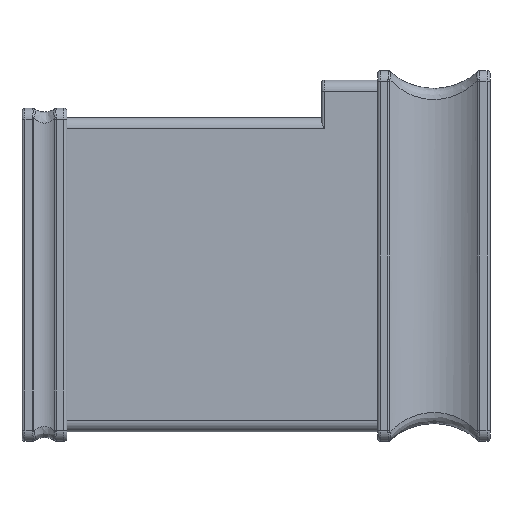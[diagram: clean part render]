
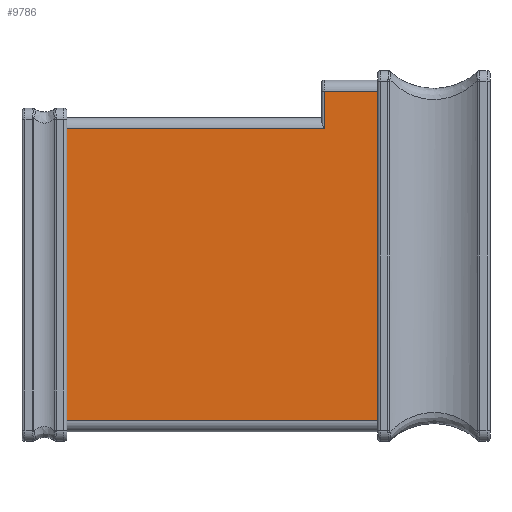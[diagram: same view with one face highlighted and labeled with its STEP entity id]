
A CAD part, left-side view. The second image highlights one B-rep face of the part: STEP entity #9786.
In plain terms, the highlighted planar face has unit normal (-1, 0, 0).
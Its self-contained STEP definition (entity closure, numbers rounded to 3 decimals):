
#531=PLANE('',#10269);
#1021=FACE_OUTER_BOUND('',#1611,.T.);
#1611=EDGE_LOOP('',(#8456,#8457,#8458,#8459,#8460,#8461,#8462,#8463,#8464,
#8465));
#2207=LINE('',#19770,#2811);
#2228=LINE('',#19859,#2832);
#2231=LINE('',#19864,#2835);
#2232=LINE('',#19868,#2836);
#2233=LINE('',#19870,#2837);
#2234=LINE('',#19872,#2838);
#2235=LINE('',#19874,#2839);
#2236=LINE('',#19876,#2840);
#2237=LINE('',#19877,#2841);
#2238=LINE('',#19878,#2842);
#2811=VECTOR('',#11521,10.);
#2832=VECTOR('',#11606,10.);
#2835=VECTOR('',#11611,10.);
#2836=VECTOR('',#11616,10.);
#2837=VECTOR('',#11617,10.);
#2838=VECTOR('',#11618,10.);
#2839=VECTOR('',#11619,10.);
#2840=VECTOR('',#11620,10.);
#2841=VECTOR('',#11621,10.);
#2842=VECTOR('',#11622,10.);
#4356=VERTEX_POINT('',#19759);
#4357=VERTEX_POINT('',#19761);
#4384=VERTEX_POINT('',#19856);
#4385=VERTEX_POINT('',#19858);
#4386=VERTEX_POINT('',#19863);
#4387=VERTEX_POINT('',#19867);
#4388=VERTEX_POINT('',#19869);
#4389=VERTEX_POINT('',#19871);
#4390=VERTEX_POINT('',#19873);
#4391=VERTEX_POINT('',#19875);
#5726=EDGE_CURVE('',#4357,#4356,#2207,.T.);
#5767=EDGE_CURVE('',#4384,#4385,#2228,.T.);
#5770=EDGE_CURVE('',#4356,#4386,#2231,.T.);
#5772=EDGE_CURVE('',#4387,#4357,#2232,.T.);
#5773=EDGE_CURVE('',#4387,#4388,#2233,.T.);
#5774=EDGE_CURVE('',#4389,#4388,#2234,.T.);
#5775=EDGE_CURVE('',#4389,#4390,#2235,.T.);
#5776=EDGE_CURVE('',#4390,#4391,#2236,.T.);
#5777=EDGE_CURVE('',#4385,#4391,#2237,.T.);
#5778=EDGE_CURVE('',#4384,#4386,#2238,.T.);
#8456=ORIENTED_EDGE('',*,*,#5726,.F.);
#8457=ORIENTED_EDGE('',*,*,#5772,.F.);
#8458=ORIENTED_EDGE('',*,*,#5773,.T.);
#8459=ORIENTED_EDGE('',*,*,#5774,.F.);
#8460=ORIENTED_EDGE('',*,*,#5775,.T.);
#8461=ORIENTED_EDGE('',*,*,#5776,.T.);
#8462=ORIENTED_EDGE('',*,*,#5777,.F.);
#8463=ORIENTED_EDGE('',*,*,#5767,.F.);
#8464=ORIENTED_EDGE('',*,*,#5778,.T.);
#8465=ORIENTED_EDGE('',*,*,#5770,.F.);
#9786=ADVANCED_FACE('',(#1021),#531,.T.);
#10269=AXIS2_PLACEMENT_3D('',#19866,#11614,#11615);
#11521=DIRECTION('',(0.,0.,1.));
#11606=DIRECTION('',(0.,-1.,0.));
#11611=DIRECTION('',(0.,-1.,0.));
#11614=DIRECTION('center_axis',(-1.,0.,0.));
#11615=DIRECTION('ref_axis',(0.,0.,1.));
#11616=DIRECTION('',(0.,-1.,0.));
#11617=DIRECTION('',(0.,0.,-1.));
#11618=DIRECTION('',(0.,1.,0.));
#11619=DIRECTION('',(0.,0.,-1.));
#11620=DIRECTION('',(0.,-1.,0.));
#11621=DIRECTION('',(0.,0.,-1.));
#11622=DIRECTION('',(0.,0.,-1.));
#19759=CARTESIAN_POINT('',(-39.5,44.2,51.5));
#19761=CARTESIAN_POINT('',(-39.5,44.2,41.5));
#19770=CARTESIAN_POINT('',(-39.5,44.2,5.2));
#19856=CARTESIAN_POINT('',(-39.5,30.,54.5));
#19858=CARTESIAN_POINT('',(-39.5,28.,54.5));
#19859=CARTESIAN_POINT('',(-39.5,30.,54.5));
#19863=CARTESIAN_POINT('',(-39.5,30.,51.5));
#19864=CARTESIAN_POINT('',(-39.5,30.,51.5));
#19866=CARTESIAN_POINT('Origin',(-39.5,30.,-39.1));
#19867=CARTESIAN_POINT('',(-39.5,115.,41.5));
#19868=CARTESIAN_POINT('',(-39.5,30.,41.5));
#19869=CARTESIAN_POINT('',(-39.5,115.,-36.5));
#19870=CARTESIAN_POINT('',(-39.5,115.,44.1));
#19871=CARTESIAN_POINT('',(-39.5,30.,-36.5));
#19872=CARTESIAN_POINT('',(-39.5,30.,-36.5));
#19873=CARTESIAN_POINT('',(-39.5,30.,-39.5));
#19874=CARTESIAN_POINT('',(-39.5,30.,-15.8));
#19875=CARTESIAN_POINT('',(-39.5,28.,-39.5));
#19876=CARTESIAN_POINT('',(-39.5,30.,-39.5));
#19877=CARTESIAN_POINT('',(-39.5,28.,54.5));
#19878=CARTESIAN_POINT('',(-39.5,30.,-15.8));
